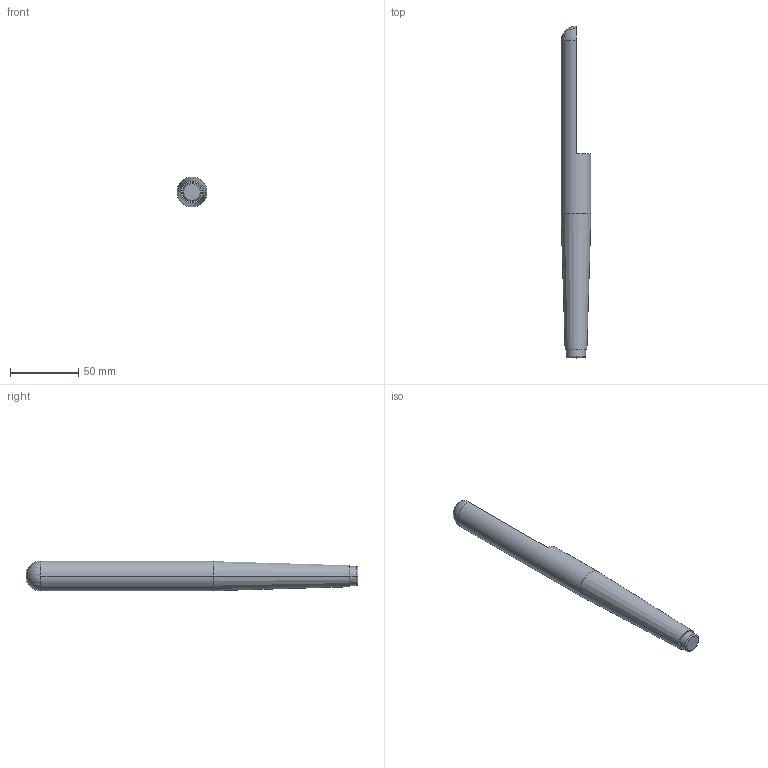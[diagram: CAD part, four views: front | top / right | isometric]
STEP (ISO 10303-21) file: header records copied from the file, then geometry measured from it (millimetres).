
FILE_DESCRIPTION (( 'STEP AP214' ), '1' );
FILE_NAME ('F003059,F003060_3D.step', '2022-07-07T08:11:26', ( '' ), ( '' ), 'SwSTEP 2.0', 'SolidWorks 2020', '' );
FILE_SCHEMA (( 'AUTOMOTIVE_DESIGN' ));
Length unit declared in the file: millimetre
Products named in the file (1): F003059,F003060_3D
Bounding box: 22 x 244 x 22 mm (x, y, z)
Volume: 63064.3 mm3; surface area: 15170.8 mm2
Topology: 1 solids, 1 shells, 21 faces, 48 edges, 26 vertices
Faces by surface type: cylinder 8, cone 6, plane 4, torus 2, sphere 1
Entity records: 631 total; most frequent: DIRECTION 111, CARTESIAN_POINT 90, ORIENTED_EDGE 84, AXIS2_PLACEMENT_3D 47, EDGE_CURVE 42, VERTEX_POINT 26, CIRCLE 25, EDGE_LOOP 24
